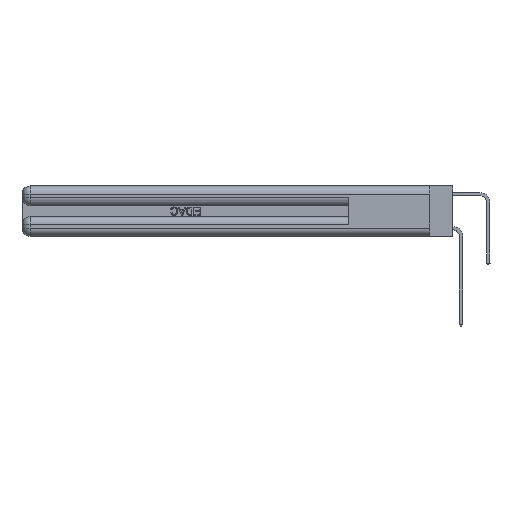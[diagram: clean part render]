
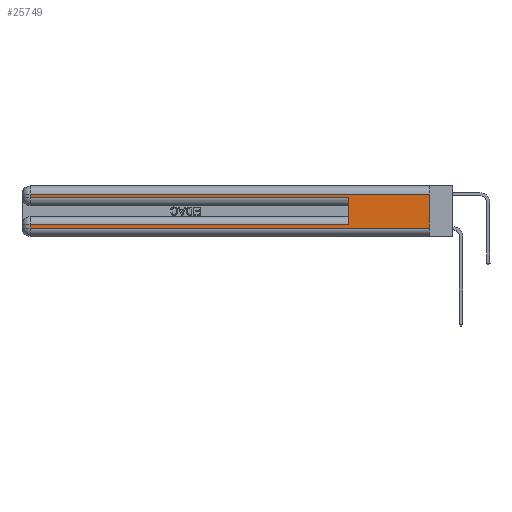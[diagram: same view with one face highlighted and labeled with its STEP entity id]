
A CAD part, left-side view. The second image highlights one B-rep face of the part: STEP entity #25749.
In plain terms, the highlighted planar face has unit normal (-1, 0, 0).
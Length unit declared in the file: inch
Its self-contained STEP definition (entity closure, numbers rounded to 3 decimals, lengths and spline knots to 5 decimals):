
#982 = LINE ( 'NONE', #991, #12568 ) ;
#991 = CARTESIAN_POINT ( 'NONE',  ( 0., 2.94, 0.37 ) ) ;
#1521 = DIRECTION ( 'NONE',  ( 0., 0., -1. ) ) ;
#1829 = CARTESIAN_POINT ( 'NONE',  ( 0., 0., 0.31 ) ) ;
#2027 = DIRECTION ( 'NONE',  ( 0., -1., 0. ) ) ;
#2538 = CARTESIAN_POINT ( 'NONE',  ( 0., 0., 0.285 ) ) ;
#2989 = DIRECTION ( 'NONE',  ( 0., 0., 1. ) ) ;
#4033 = VECTOR ( 'NONE', #15476, 39.37008 ) ;
#4107 = VECTOR ( 'NONE', #20905, 39.37008 ) ;
#4470 = LINE ( 'NONE', #28193, #4107 ) ;
#5355 = AXIS2_PLACEMENT_3D ( 'NONE', #18956, #26502, #23728 ) ;
#5457 = VECTOR ( 'NONE', #14667, 39.37008 ) ;
#5773 = CARTESIAN_POINT ( 'NONE',  ( 0., 0.6, 0.085 ) ) ;
#6740 = VERTEX_POINT ( 'NONE', #5773 ) ;
#6839 = VERTEX_POINT ( 'NONE', #30552 ) ;
#7364 = CARTESIAN_POINT ( 'NONE',  ( 0., 2.94, 0.085 ) ) ;
#7572 = ORIENTED_EDGE ( 'NONE', *, *, #9635, .T. ) ;
#8318 = ORIENTED_EDGE ( 'NONE', *, *, #23048, .T. ) ;
#9635 = EDGE_CURVE ( 'NONE', #11249, #16468, #28730, .T. ) ;
#9682 = FACE_OUTER_BOUND ( 'NONE', #23996, .T. ) ;
#9747 = ORIENTED_EDGE ( 'NONE', *, *, #23986, .T. ) ;
#9900 = VERTEX_POINT ( 'NONE', #22859 ) ;
#10813 = ORIENTED_EDGE ( 'NONE', *, *, #25168, .T. ) ;
#11249 = VERTEX_POINT ( 'NONE', #1829 ) ;
#11256 = EDGE_CURVE ( 'NONE', #17401, #9900, #982, .T. ) ;
#12040 = LINE ( 'NONE', #17123, #5457 ) ;
#12181 = DIRECTION ( 'NONE',  ( 0., 0., -1. ) ) ;
#12568 = VECTOR ( 'NONE', #1521, 39.37008 ) ;
#12836 = ORIENTED_EDGE ( 'NONE', *, *, #11256, .T. ) ;
#13075 = VECTOR ( 'NONE', #2989, 39.37008 ) ;
#13925 = ORIENTED_EDGE ( 'NONE', *, *, #23103, .F. ) ;
#14667 = DIRECTION ( 'NONE',  ( 0., 1., 0. ) ) ;
#14828 = DIRECTION ( 'NONE',  ( 0., -1., 0. ) ) ;
#15476 = DIRECTION ( 'NONE',  ( 0., 1., 0. ) ) ;
#16468 = VERTEX_POINT ( 'NONE', #23038 ) ;
#16691 = CARTESIAN_POINT ( 'NONE',  ( 0., 0., 0.06 ) ) ;
#16785 = VECTOR ( 'NONE', #12181, 39.37008 ) ;
#17123 = CARTESIAN_POINT ( 'NONE',  ( 0., 0., 0.085 ) ) ;
#17401 = VERTEX_POINT ( 'NONE', #7364 ) ;
#17548 = CARTESIAN_POINT ( 'NONE',  ( 0., 0.6, 0.145 ) ) ;
#17610 = EDGE_CURVE ( 'NONE', #16468, #6839, #4470, .T. ) ;
#17982 = CARTESIAN_POINT ( 'NONE',  ( 0., 0., 0.31 ) ) ;
#18274 = VERTEX_POINT ( 'NONE', #31228 ) ;
#18311 = EDGE_CURVE ( 'NONE', #11249, #28456, #18373, .T. ) ;
#18373 = LINE ( 'NONE', #22019, #16785 ) ;
#18956 = CARTESIAN_POINT ( 'NONE',  ( 0., 0., 0.37 ) ) ;
#20035 = LINE ( 'NONE', #16691, #29228 ) ;
#20905 = DIRECTION ( 'NONE',  ( 0., 0., -1. ) ) ;
#21615 = CARTESIAN_POINT ( 'NONE',  ( 0., 0., 0.06 ) ) ;
#22019 = CARTESIAN_POINT ( 'NONE',  ( 0., 0., 0.37 ) ) ;
#22859 = CARTESIAN_POINT ( 'NONE',  ( 0., 2.94, 0.06 ) ) ;
#23038 = CARTESIAN_POINT ( 'NONE',  ( 0., 2.94, 0.31 ) ) ;
#23048 = EDGE_CURVE ( 'NONE', #6839, #18274, #30397, .T. ) ;
#23103 = EDGE_CURVE ( 'NONE', #6740, #18274, #27355, .T. ) ;
#23728 = DIRECTION ( 'NONE',  ( 0., 0., -1. ) ) ;
#23986 = EDGE_CURVE ( 'NONE', #9900, #28456, #20035, .T. ) ;
#23996 = EDGE_LOOP ( 'NONE', ( #31715, #7572, #25570, #8318, #13925, #10813, #12836, #9747 ) ) ;
#25168 = EDGE_CURVE ( 'NONE', #6740, #17401, #12040, .T. ) ;
#25570 = ORIENTED_EDGE ( 'NONE', *, *, #17610, .T. ) ;
#25749 = ADVANCED_FACE ( 'NONE', ( #9682 ), #31310, .F. ) ;
#26502 = DIRECTION ( 'NONE',  ( 1., 0., 0. ) ) ;
#27355 = LINE ( 'NONE', #17548, #13075 ) ;
#27763 = VECTOR ( 'NONE', #14828, 39.37008 ) ;
#28193 = CARTESIAN_POINT ( 'NONE',  ( 0., 2.94, 0.37 ) ) ;
#28456 = VERTEX_POINT ( 'NONE', #21615 ) ;
#28730 = LINE ( 'NONE', #17982, #4033 ) ;
#29228 = VECTOR ( 'NONE', #2027, 39.37008 ) ;
#30397 = LINE ( 'NONE', #2538, #27763 ) ;
#30552 = CARTESIAN_POINT ( 'NONE',  ( 0., 2.94, 0.285 ) ) ;
#31228 = CARTESIAN_POINT ( 'NONE',  ( 0., 0.6, 0.285 ) ) ;
#31310 = PLANE ( 'NONE',  #5355 ) ;
#31715 = ORIENTED_EDGE ( 'NONE', *, *, #18311, .F. ) ;
